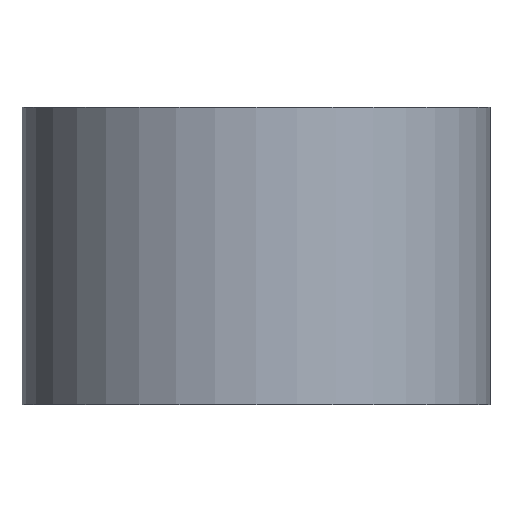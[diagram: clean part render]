
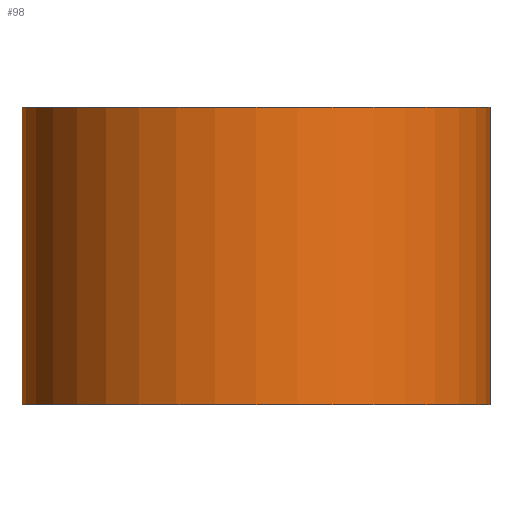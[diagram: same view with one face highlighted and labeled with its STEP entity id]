
A CAD part, front view. The second image highlights one B-rep face of the part: STEP entity #98.
In plain terms, the highlighted cylindrical face has radius 33 mm (diameter 66 mm), a full revolution.
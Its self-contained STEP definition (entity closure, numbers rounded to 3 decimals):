
#98=ADVANCED_FACE('',(#286,#288),#290,.T.);
#286=FACE_OUTER_BOUND('',#287,.T.);
#287=EDGE_LOOP('',(#443));
#288=FACE_OUTER_BOUND('',#289,.T.);
#289=EDGE_LOOP('',(#444));
#290=CYLINDRICAL_SURFACE('',#291,33.);
#291=AXIS2_PLACEMENT_3D('',#292,#293,#294);
#292=CARTESIAN_POINT('',(0.,0.,0.));
#293=DIRECTION('',(0.,0.,1.));
#294=DIRECTION('',(1.,0.,0.));
#443=ORIENTED_EDGE('',*,*,#477,.F.);
#444=ORIENTED_EDGE('',*,*,#487,.T.);
#477=EDGE_CURVE('',#501,#501,#502,.T.);
#487=EDGE_CURVE('',#521,#521,#522,.T.);
#501=VERTEX_POINT('',#549);
#502=CIRCLE('',#550,33.);
#521=VERTEX_POINT('',#599);
#522=CIRCLE('',#600,33.);
#549=CARTESIAN_POINT('',(33.,0.,42.));
#550=AXIS2_PLACEMENT_3D('',#551,#552,#553);
#551=CARTESIAN_POINT('',(0.,0.,42.));
#552=DIRECTION('',(0.,0.,1.));
#553=DIRECTION('',(1.,0.,0.));
#599=CARTESIAN_POINT('',(33.,0.,0.));
#600=AXIS2_PLACEMENT_3D('',#601,#602,#603);
#601=CARTESIAN_POINT('',(0.,0.,0.));
#602=DIRECTION('',(0.,0.,1.));
#603=DIRECTION('',(1.,0.,0.));
